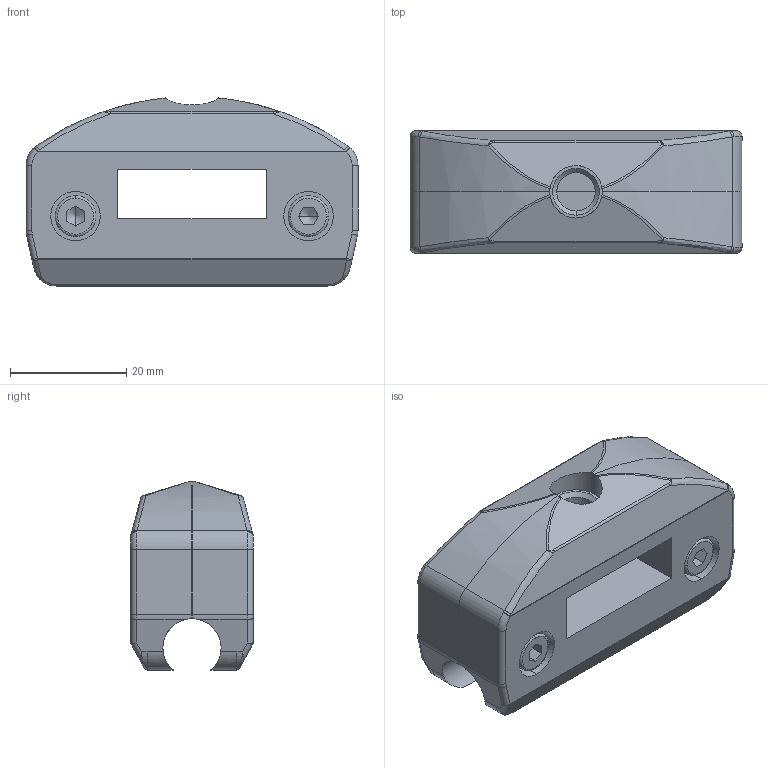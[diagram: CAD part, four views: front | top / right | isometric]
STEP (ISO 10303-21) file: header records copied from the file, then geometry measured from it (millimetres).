
FILE_DESCRIPTION (( 'STEP AP214' ), '1' );
FILE_NAME ('Rexnord-622381.STEP', '2023-08-01T12:16:47', ( '' ), ( '' ), 'SwSTEP 2.0', 'SolidWorks 2022', '' );
FILE_SCHEMA (( 'AUTOMOTIVE_DESIGN' ));
Length unit declared in the file: millimetre
Products named in the file (5): Rexnord-622381_M8 NUT; Rexnord-622381; Rexnord-622381_NUT; Rexnord-622381_M4-16; Rexnord-622381_S0159_1_622381
Assembly tree (6 placements, depth 2):
  Rexnord-622381
    Rexnord-622381_S0159_1_622381
    Rexnord-622381_NUT  x2
    Rexnord-622381_M4-16  x2
    Rexnord-622381_M8 NUT
Bounding box: 57 x 21 x 32.28 mm (x, y, z)
Volume: 23220.7 mm3; surface area: 12752.8 mm2
Topology: 7 solids, 7 shells, 288 faces, 696 edges, 410 vertices
Faces by surface type: plane 98, cylinder 72, cone 62, bspline 48, torus 8
Entity records: 8460 total; most frequent: CARTESIAN_POINT 2597, ORIENTED_EDGE 1146, DIRECTION 982, EDGE_CURVE 573, AXIS2_PLACEMENT_3D 374, VERTEX_POINT 348, EDGE_LOOP 263, ADVANCED_FACE 241
